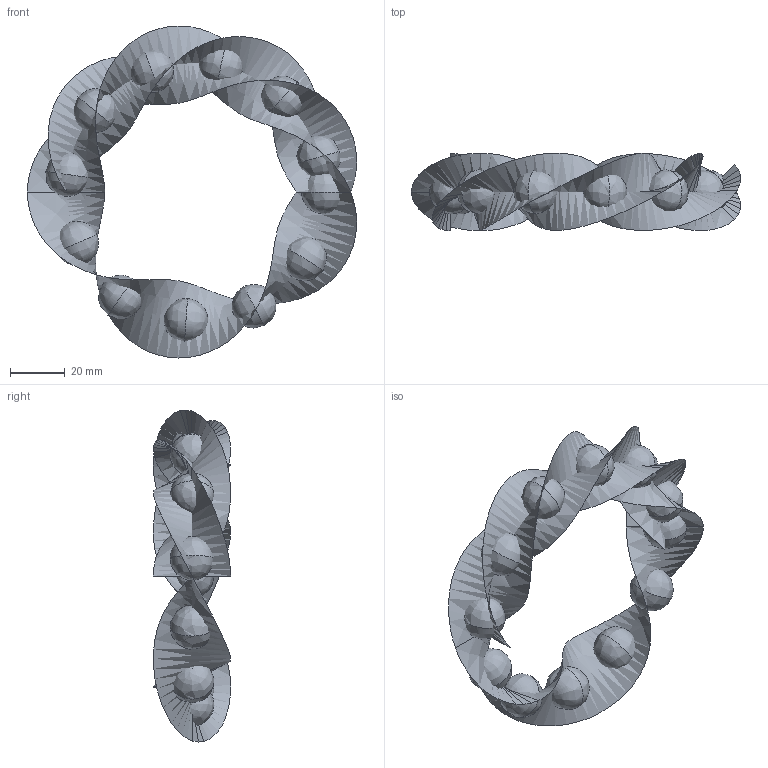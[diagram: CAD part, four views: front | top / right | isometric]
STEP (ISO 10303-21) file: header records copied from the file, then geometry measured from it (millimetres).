
FILE_DESCRIPTION(('FreeCAD Model'),'2;1');
FILE_NAME('Open CASCADE Shape Model','2025-04-25T16:58:58',('FreeCAD'),( 'FreeCAD'),'Open CASCADE STEP processor 7.6','FreeCAD','Unknown');
FILE_SCHEMA(('AUTOMOTIVE_DESIGN { 1 0 10303 214 1 1 1 1 }'));
Length unit declared in the file: millimetre
Products named in the file (1): Open CASCADE STEP translator 7.6 1
Bounding box: 120.51 x 28.28 x 121.53 mm (x, y, z)
Surface area: 23184.6 mm2 (no closed solid volume)
Topology: 0 solids, 15 shells, 27 faces, 96 edges, 72 vertices
Faces by surface type: bspline 27
Entity records: 1762 total; most frequent: CARTESIAN_POINT 1321, ORIENTED_EDGE 132, EDGE_CURVE 72, VERTEX_POINT 72, B_SPLINE_CURVE_WITH_KNOTS 36, ADVANCED_FACE 27, FACE_BOUND 27, EDGE_LOOP 27
